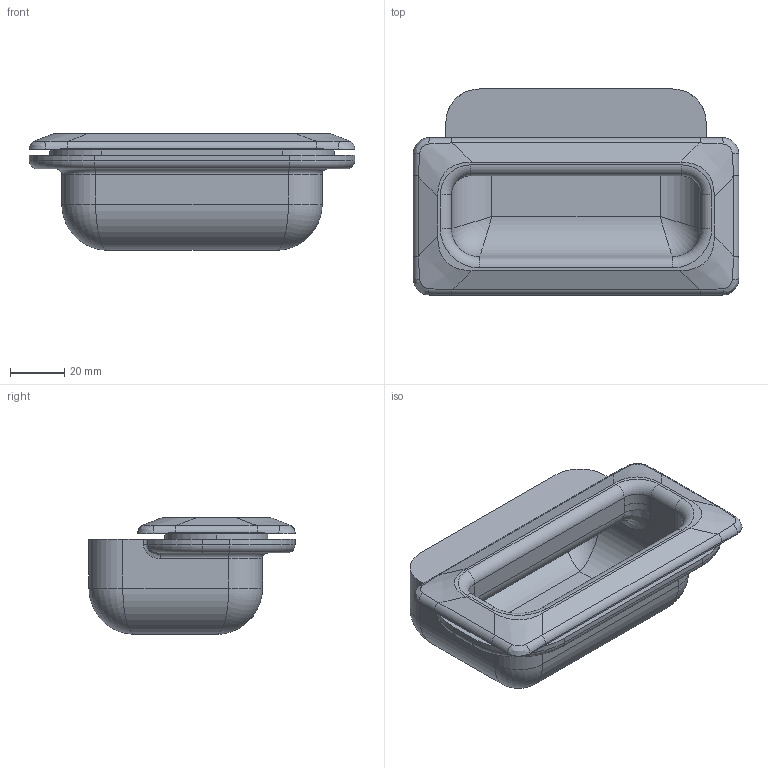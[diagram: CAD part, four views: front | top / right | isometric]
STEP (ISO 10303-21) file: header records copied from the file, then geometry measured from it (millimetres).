
FILE_DESCRIPTION (( 'STEP AP203' ), '1' );
FILE_NAME ('A-166-1.STEP', '2006-06-08T04:33:41', ( ' ' ), ( ' ' ), 'SwSTEP 2.0', 'SolidWorks 2005204', '' );
FILE_SCHEMA (( 'CONFIG_CONTROL_DESIGN' ));
Length unit declared in the file: millimetre
Products named in the file (1): A-166-1
Bounding box: 120 x 76 x 43 mm (x, y, z)
Volume: 73235.1 mm3; surface area: 46650 mm2
Topology: 1 solids, 1 shells, 127 faces, 298 edges, 168 vertices
Faces by surface type: cylinder 53, plane 30, bspline 30, torus 12, sphere 2
Entity records: 22282 total; most frequent: CARTESIAN_POINT 19560, ORIENTED_EDGE 580, DIRECTION 512, EDGE_CURVE 290, AXIS2_PLACEMENT_3D 196, VERTEX_POINT 168, EDGE_LOOP 130, FACE_OUTER_BOUND 127
